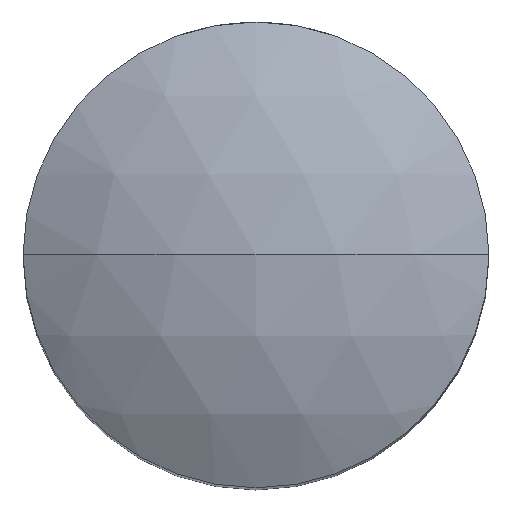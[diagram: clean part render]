
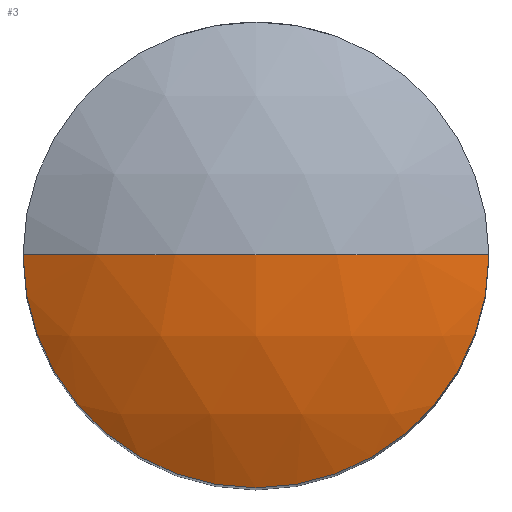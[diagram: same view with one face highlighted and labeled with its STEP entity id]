
A CAD part, top view. The second image highlights one B-rep face of the part: STEP entity #3.
In plain terms, the highlighted spherical face has radius 2.5 mm.
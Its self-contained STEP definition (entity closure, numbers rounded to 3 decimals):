
#3 = ADVANCED_FACE ( 'NONE', ( #443 ), #607, .T. ) ;
#77 = DIRECTION ( 'NONE',  ( 0., -1., 0. ) ) ;
#86 = DIRECTION ( 'NONE',  ( -1., 0., 0. ) ) ;
#91 = DIRECTION ( 'NONE',  ( 0., 0., -1. ) ) ;
#93 = DIRECTION ( 'NONE',  ( 1., 0., 0. ) ) ;
#116 = CARTESIAN_POINT ( 'NONE',  ( 0., 0., 1.5 ) ) ;
#129 = VERTEX_POINT ( 'NONE', #654 ) ;
#144 = CARTESIAN_POINT ( 'NONE',  ( 0., 0., 3.665 ) ) ;
#311 = AXIS2_PLACEMENT_3D ( 'NONE', #812, #802, #633 ) ;
#315 = ORIENTED_EDGE ( 'NONE', *, *, #464, .T. ) ;
#333 = AXIS2_PLACEMENT_3D ( 'NONE', #144, #91, #86 ) ;
#347 = AXIS2_PLACEMENT_3D ( 'NONE', #696, #694, #650 ) ;
#374 = ORIENTED_EDGE ( 'NONE', *, *, #484, .F. ) ;
#443 = FACE_OUTER_BOUND ( 'NONE', #686, .T. ) ;
#450 = AXIS2_PLACEMENT_3D ( 'NONE', #116, #77, #93 ) ;
#464 = EDGE_CURVE ( 'NONE', #695, #129, #844, .T. ) ;
#483 = EDGE_CURVE ( 'NONE', #599, #129, #505, .T. ) ;
#484 = EDGE_CURVE ( 'NONE', #695, #599, #665, .T. ) ;
#505 = CIRCLE ( 'NONE', #333, 1.25 ) ;
#554 = ORIENTED_EDGE ( 'NONE', *, *, #483, .F. ) ;
#556 = CARTESIAN_POINT ( 'NONE',  ( 0., 0., 4. ) ) ;
#599 = VERTEX_POINT ( 'NONE', #725 ) ;
#607 = SPHERICAL_SURFACE ( 'NONE', #450, 2.5 ) ;
#633 = DIRECTION ( 'NONE',  ( 0., 0., 1. ) ) ;
#650 = DIRECTION ( 'NONE',  ( 1., 0., 0. ) ) ;
#654 = CARTESIAN_POINT ( 'NONE',  ( -1.25, 0., 3.665 ) ) ;
#665 = CIRCLE ( 'NONE', #311, 2.5 ) ;
#686 = EDGE_LOOP ( 'NONE', ( #374, #315, #554 ) ) ;
#694 = DIRECTION ( 'NONE',  ( 0., -1., 0. ) ) ;
#695 = VERTEX_POINT ( 'NONE', #556 ) ;
#696 = CARTESIAN_POINT ( 'NONE',  ( 0., 0., 1.5 ) ) ;
#725 = CARTESIAN_POINT ( 'NONE',  ( 1.25, 0., 3.665 ) ) ;
#802 = DIRECTION ( 'NONE',  ( 0., 1., 0. ) ) ;
#812 = CARTESIAN_POINT ( 'NONE',  ( 0., 0., 1.5 ) ) ;
#844 = CIRCLE ( 'NONE', #347, 2.5 ) ;
